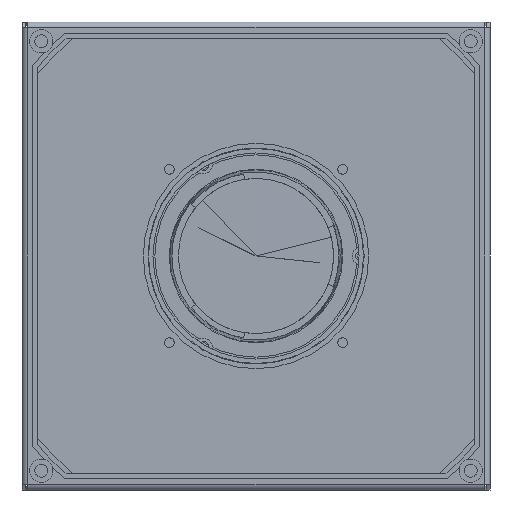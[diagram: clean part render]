
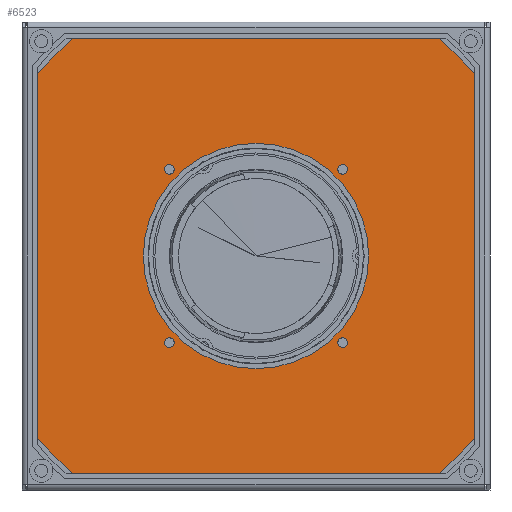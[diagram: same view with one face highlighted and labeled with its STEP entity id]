
A CAD part, front view. The second image highlights one B-rep face of the part: STEP entity #6523.
In plain terms, the highlighted face is planar.
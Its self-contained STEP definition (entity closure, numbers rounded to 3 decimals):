
#6168=CARTESIAN_POINT('',(0.,10.,0.));
#6169=DIRECTION('',(0.,-1.,0.));
#6170=DIRECTION('',(1.,0.,0.));
#6171=AXIS2_PLACEMENT_3D('',#6168,#6169,#6170);
#6173=CARTESIAN_POINT('',(0.,10.,0.));
#6174=DIRECTION('',(0.,-1.,0.));
#6175=DIRECTION('',(-1.,0.,0.));
#6176=AXIS2_PLACEMENT_3D('',#6173,#6174,#6175);
#6178=CARTESIAN_POINT('',(-45.,10.,-45.));
#6179=DIRECTION('',(0.,-1.,0.));
#6180=DIRECTION('',(1.,0.,0.));
#6181=AXIS2_PLACEMENT_3D('',#6178,#6179,#6180);
#6183=CARTESIAN_POINT('',(-45.,10.,-45.));
#6184=DIRECTION('',(0.,-1.,0.));
#6185=DIRECTION('',(-1.,0.,0.));
#6186=AXIS2_PLACEMENT_3D('',#6183,#6184,#6185);
#6188=CARTESIAN_POINT('',(-45.,10.,45.));
#6189=DIRECTION('',(0.,-1.,0.));
#6190=DIRECTION('',(1.,0.,0.));
#6191=AXIS2_PLACEMENT_3D('',#6188,#6189,#6190);
#6193=CARTESIAN_POINT('',(-45.,10.,45.));
#6194=DIRECTION('',(0.,-1.,0.));
#6195=DIRECTION('',(-1.,0.,0.));
#6196=AXIS2_PLACEMENT_3D('',#6193,#6194,#6195);
#6198=CARTESIAN_POINT('',(45.,10.,45.));
#6199=DIRECTION('',(0.,-1.,0.));
#6200=DIRECTION('',(1.,0.,0.));
#6201=AXIS2_PLACEMENT_3D('',#6198,#6199,#6200);
#6203=CARTESIAN_POINT('',(45.,10.,45.));
#6204=DIRECTION('',(0.,-1.,0.));
#6205=DIRECTION('',(-1.,0.,0.));
#6206=AXIS2_PLACEMENT_3D('',#6203,#6204,#6205);
#6208=CARTESIAN_POINT('',(45.,10.,-45.));
#6209=DIRECTION('',(0.,-1.,0.));
#6210=DIRECTION('',(1.,0.,0.));
#6211=AXIS2_PLACEMENT_3D('',#6208,#6209,#6210);
#6213=CARTESIAN_POINT('',(45.,10.,-45.));
#6214=DIRECTION('',(0.,-1.,0.));
#6215=DIRECTION('',(-1.,0.,0.));
#6216=AXIS2_PLACEMENT_3D('',#6213,#6214,#6215);
#6218=CARTESIAN_POINT('',(-116.,10.,-116.));
#6219=DIRECTION('',(0.,1.,0.));
#6220=DIRECTION('',(0.,0.,-1.));
#6221=AXIS2_PLACEMENT_3D('',#6218,#6219,#6220);
#6223=DIRECTION('',(-1.,0.,0.));
#6224=VECTOR('',#6223,232.);
#6225=CARTESIAN_POINT('',(116.,10.,-118.));
#6226=LINE('',#6225,#6224);
#6227=CARTESIAN_POINT('',(116.,10.,-116.));
#6228=DIRECTION('',(0.,1.,0.));
#6229=DIRECTION('',(1.,0.,0.));
#6230=AXIS2_PLACEMENT_3D('',#6227,#6228,#6229);
#6232=DIRECTION('',(0.,0.,-1.));
#6233=VECTOR('',#6232,232.);
#6234=CARTESIAN_POINT('',(118.,10.,116.));
#6235=LINE('',#6234,#6233);
#6236=CARTESIAN_POINT('',(116.,10.,116.));
#6237=DIRECTION('',(0.,1.,0.));
#6238=DIRECTION('',(0.,0.,1.));
#6239=AXIS2_PLACEMENT_3D('',#6236,#6237,#6238);
#6241=DIRECTION('',(1.,0.,0.));
#6242=VECTOR('',#6241,232.);
#6243=CARTESIAN_POINT('',(-116.,10.,118.));
#6244=LINE('',#6243,#6242);
#6245=CARTESIAN_POINT('',(-116.,10.,116.));
#6246=DIRECTION('',(0.,1.,0.));
#6247=DIRECTION('',(-1.,0.,0.));
#6248=AXIS2_PLACEMENT_3D('',#6245,#6246,#6247);
#6250=DIRECTION('',(0.,0.,1.));
#6251=VECTOR('',#6250,232.);
#6252=CARTESIAN_POINT('',(-118.,10.,-116.));
#6253=LINE('',#6252,#6251);
#6354=CARTESIAN_POINT('',(58.5,10.,0.));
#6355=CARTESIAN_POINT('',(-58.5,10.,0.));
#6356=VERTEX_POINT('',#6354);
#6357=VERTEX_POINT('',#6355);
#6358=CARTESIAN_POINT('',(-42.5,10.,-45.));
#6359=CARTESIAN_POINT('',(-47.5,10.,-45.));
#6360=VERTEX_POINT('',#6358);
#6361=VERTEX_POINT('',#6359);
#6362=CARTESIAN_POINT('',(-42.5,10.,45.));
#6363=CARTESIAN_POINT('',(-47.5,10.,45.));
#6364=VERTEX_POINT('',#6362);
#6365=VERTEX_POINT('',#6363);
#6366=CARTESIAN_POINT('',(47.5,10.,45.));
#6367=CARTESIAN_POINT('',(42.5,10.,45.));
#6368=VERTEX_POINT('',#6366);
#6369=VERTEX_POINT('',#6367);
#6370=CARTESIAN_POINT('',(47.5,10.,-45.));
#6371=CARTESIAN_POINT('',(42.5,10.,-45.));
#6372=VERTEX_POINT('',#6370);
#6373=VERTEX_POINT('',#6371);
#6374=CARTESIAN_POINT('',(-116.,10.,-118.));
#6375=CARTESIAN_POINT('',(-118.,10.,-116.));
#6376=VERTEX_POINT('',#6374);
#6377=VERTEX_POINT('',#6375);
#6378=CARTESIAN_POINT('',(-118.,10.,116.));
#6379=VERTEX_POINT('',#6378);
#6380=CARTESIAN_POINT('',(-116.,10.,118.));
#6381=VERTEX_POINT('',#6380);
#6382=CARTESIAN_POINT('',(116.,10.,118.));
#6383=VERTEX_POINT('',#6382);
#6384=CARTESIAN_POINT('',(118.,10.,116.));
#6385=VERTEX_POINT('',#6384);
#6386=CARTESIAN_POINT('',(118.,10.,-116.));
#6387=VERTEX_POINT('',#6386);
#6388=CARTESIAN_POINT('',(116.,10.,-118.));
#6389=VERTEX_POINT('',#6388);
#6472=CARTESIAN_POINT('',(0.,10.,0.));
#6473=DIRECTION('',(0.,1.,0.));
#6474=DIRECTION('',(1.,0.,0.));
#6475=AXIS2_PLACEMENT_3D('',#6472,#6473,#6474);
#6476=PLANE('',#6475);
#6478=ORIENTED_EDGE('',*,*,#6477,.F.);
#6480=ORIENTED_EDGE('',*,*,#6479,.F.);
#6482=ORIENTED_EDGE('',*,*,#6481,.F.);
#6484=ORIENTED_EDGE('',*,*,#6483,.F.);
#6486=ORIENTED_EDGE('',*,*,#6485,.F.);
#6488=ORIENTED_EDGE('',*,*,#6487,.F.);
#6490=ORIENTED_EDGE('',*,*,#6489,.F.);
#6492=ORIENTED_EDGE('',*,*,#6491,.F.);
#6493=EDGE_LOOP('',(#6478,#6480,#6482,#6484,#6486,#6488,#6490,#6492));
#6494=FACE_OUTER_BOUND('',#6493,.F.);
#6496=ORIENTED_EDGE('',*,*,#6495,.F.);
#6498=ORIENTED_EDGE('',*,*,#6497,.F.);
#6499=EDGE_LOOP('',(#6496,#6498));
#6500=FACE_BOUND('',#6499,.F.);
#6502=ORIENTED_EDGE('',*,*,#6501,.F.);
#6504=ORIENTED_EDGE('',*,*,#6503,.F.);
#6505=EDGE_LOOP('',(#6502,#6504));
#6506=FACE_BOUND('',#6505,.F.);
#6508=ORIENTED_EDGE('',*,*,#6507,.F.);
#6510=ORIENTED_EDGE('',*,*,#6509,.F.);
#6511=EDGE_LOOP('',(#6508,#6510));
#6512=FACE_BOUND('',#6511,.F.);
#6514=ORIENTED_EDGE('',*,*,#6513,.F.);
#6516=ORIENTED_EDGE('',*,*,#6515,.F.);
#6517=EDGE_LOOP('',(#6514,#6516));
#6518=FACE_BOUND('',#6517,.F.);
#6519=ORIENTED_EDGE('',*,*,#6452,.F.);
#6520=ORIENTED_EDGE('',*,*,#6466,.F.);
#6521=EDGE_LOOP('',(#6519,#6520));
#6522=FACE_BOUND('',#6521,.F.);
#6172=CIRCLE('',#6171,58.5);
#6177=CIRCLE('',#6176,58.5);
#6182=CIRCLE('',#6181,2.5);
#6187=CIRCLE('',#6186,2.5);
#6192=CIRCLE('',#6191,2.5);
#6197=CIRCLE('',#6196,2.5);
#6202=CIRCLE('',#6201,2.5);
#6207=CIRCLE('',#6206,2.5);
#6212=CIRCLE('',#6211,2.5);
#6217=CIRCLE('',#6216,2.5);
#6222=CIRCLE('',#6221,2.);
#6231=CIRCLE('',#6230,2.);
#6240=CIRCLE('',#6239,2.);
#6249=CIRCLE('',#6248,2.);
#6452=EDGE_CURVE('',#6356,#6357,#6172,.T.);
#6466=EDGE_CURVE('',#6357,#6356,#6177,.T.);
#6477=EDGE_CURVE('',#6376,#6377,#6222,.T.);
#6479=EDGE_CURVE('',#6389,#6376,#6226,.T.);
#6481=EDGE_CURVE('',#6387,#6389,#6231,.T.);
#6483=EDGE_CURVE('',#6385,#6387,#6235,.T.);
#6485=EDGE_CURVE('',#6383,#6385,#6240,.T.);
#6487=EDGE_CURVE('',#6381,#6383,#6244,.T.);
#6489=EDGE_CURVE('',#6379,#6381,#6249,.T.);
#6491=EDGE_CURVE('',#6377,#6379,#6253,.T.);
#6495=EDGE_CURVE('',#6360,#6361,#6182,.T.);
#6497=EDGE_CURVE('',#6361,#6360,#6187,.T.);
#6501=EDGE_CURVE('',#6364,#6365,#6192,.T.);
#6503=EDGE_CURVE('',#6365,#6364,#6197,.T.);
#6507=EDGE_CURVE('',#6368,#6369,#6202,.T.);
#6509=EDGE_CURVE('',#6369,#6368,#6207,.T.);
#6513=EDGE_CURVE('',#6372,#6373,#6212,.T.);
#6515=EDGE_CURVE('',#6373,#6372,#6217,.T.);
#6523=ADVANCED_FACE('',(#6494,#6500,#6506,#6512,#6518,#6522),#6476,.T.);
